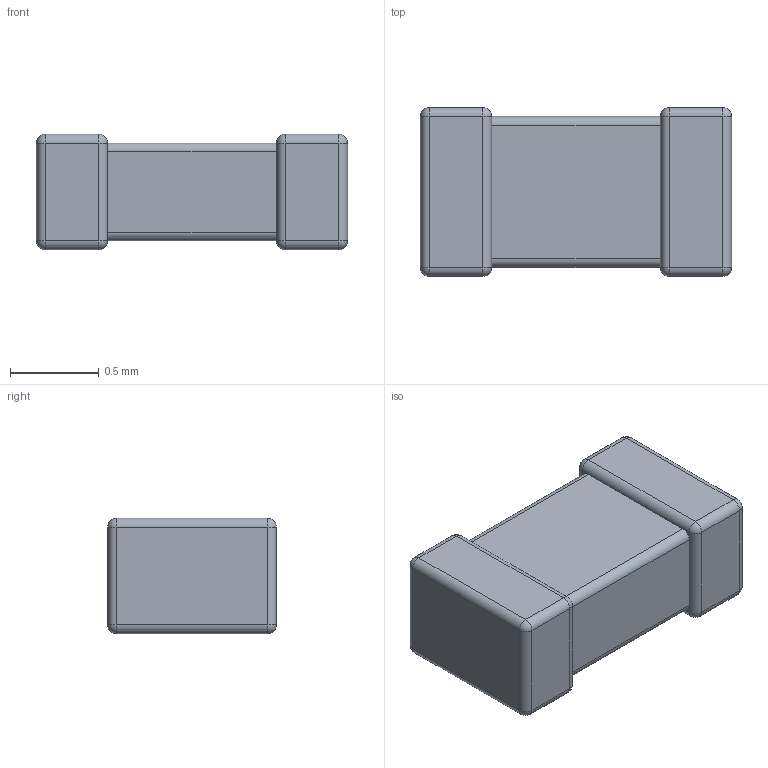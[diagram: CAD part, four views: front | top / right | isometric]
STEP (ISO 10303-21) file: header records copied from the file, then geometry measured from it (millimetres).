
FILE_DESCRIPTION((''),'2;1');
FILE_NAME('INDC1608X65N.stp','2014-07-23T11:46:01',(''),(''),'Mechanical Desktop 2011','Mechanical Desktop 2011',', , ');
FILE_SCHEMA(('AUTOMOTIVE_DESIGN { 1 2 10303 214 1 1 1 1 }'));
Length unit declared in the file: millimetre
Products named in the file (1): Product
Bounding box: 1.75 x 0.95 x 0.65 mm (x, y, z)
Volume: 0.9 mm3; surface area: 8.2 mm2
Topology: 3 solids, 3 shells, 62 faces, 120 edges, 64 vertices
Faces by surface type: cylinder 28, sphere 16, bspline 12, plane 6
Entity records: 1586 total; most frequent: CARTESIAN_POINT 283, DIRECTION 278, ORIENTED_EDGE 240, EDGE_CURVE 120, AXIS2_PLACEMENT_3D 107, VERTEX_POINT 64, VECTOR 64, LINE 64
